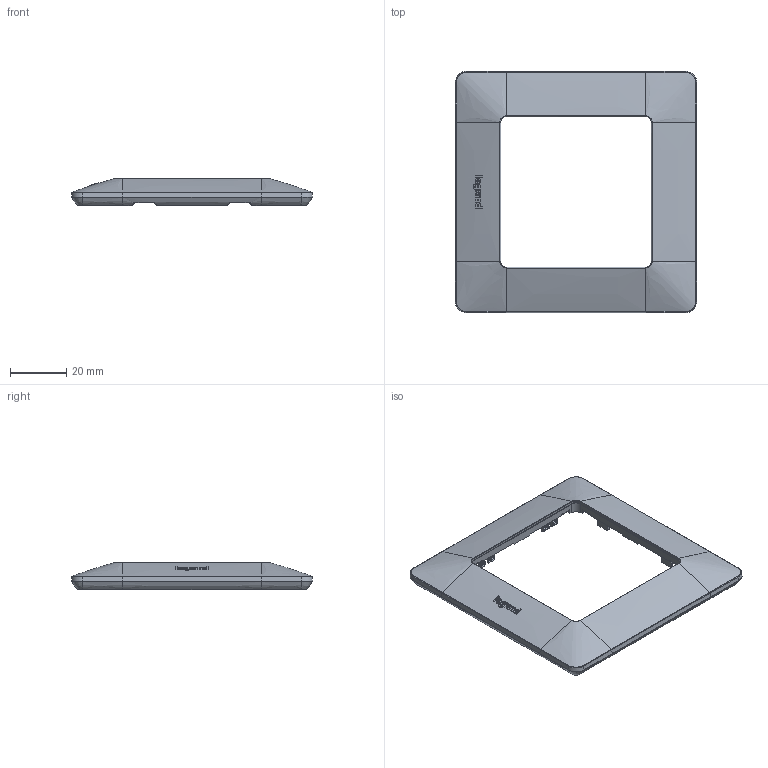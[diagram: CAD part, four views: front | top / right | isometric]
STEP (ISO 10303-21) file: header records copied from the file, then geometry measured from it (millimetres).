
FILE_DESCRIPTION(('CATIA V5 STEP Exchange','CAx-IF Rec.Pracs.--- Model Styling and Organization---1.4--- 2014-01-23'),'2;1');
FILE_NAME('754007_AllCATPart.stp','2020-02-13T11:04:11+00:00',('none'),('none'),'CATIA Version 5-6 Release 2017 SP3','CATIA V5 STEP AP214','none');
FILE_SCHEMA(('AUTOMOTIVE_DESIGN { 1 0 10303 214 1 1 1 1 }'));
Products named in the file (1): 754007_AllCATPart
Bounding box: 86 x 86 x 9.72 mm (x, y, z)
Volume: 15086.3 mm3; surface area: 22110.9 mm2
Topology: 1 solids, 1 shells, 2511 faces, 6737 edges, 4325 vertices
Faces by surface type: plane 1248, cylinder 502, bspline 370, extrusion 323, cone 44, sphere 16, torus 8
Entity records: 112951 total; most frequent: CARTESIAN_POINT 59243, ORIENTED_EDGE 13466, EDGE_CURVE 6733, DIRECTION 6299, VERTEX_POINT 4323, B_SPLINE_CURVE_WITH_KNOTS 3697, VECTOR 3293, LINE 2970
